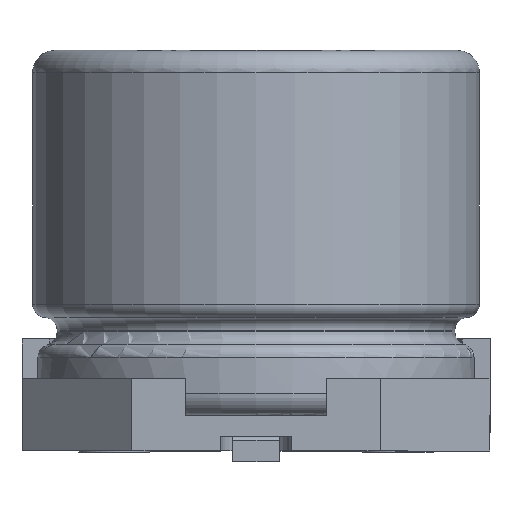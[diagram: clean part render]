
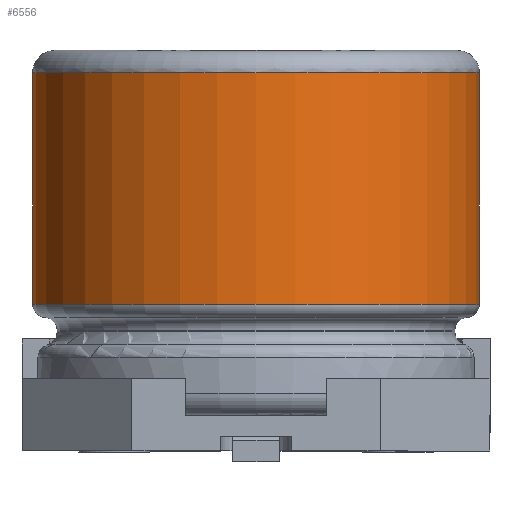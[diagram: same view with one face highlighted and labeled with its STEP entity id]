
A CAD part, left-side view. The second image highlights one B-rep face of the part: STEP entity #6556.
In plain terms, the highlighted cylindrical face has radius 3.15 mm (diameter 6.3 mm), a full revolution.
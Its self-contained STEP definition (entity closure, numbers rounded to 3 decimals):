
#281=CIRCLE('',#6828,3.15);
#288=CIRCLE('',#6837,3.15);
#792=ORIENTED_EDGE('',*,*,#2067,.T.);
#793=ORIENTED_EDGE('',*,*,#2060,.T.);
#2060=EDGE_CURVE('',#2703,#2703,#281,.T.);
#2067=EDGE_CURVE('',#2707,#2707,#288,.T.);
#2703=VERTEX_POINT('',#9542);
#2707=VERTEX_POINT('',#9555);
#4104=EDGE_LOOP('',(#792));
#4105=EDGE_LOOP('',(#793));
#4409=FACE_BOUND('',#4104,.T.);
#4410=FACE_BOUND('',#4105,.T.);
#4635=CYLINDRICAL_SURFACE('',#6841,3.15);
#6556=ADVANCED_FACE('',(#4409,#4410),#4635,.T.);
#6828=AXIS2_PLACEMENT_3D('',#9541,#7492,#7493);
#6837=AXIS2_PLACEMENT_3D('',#9554,#7510,#7511);
#6841=AXIS2_PLACEMENT_3D('',#9561,#7520,#7521);
#7492=DIRECTION('',(0.,0.,-1.));
#7493=DIRECTION('',(0.,1.,0.));
#7510=DIRECTION('',(0.,0.,1.));
#7511=DIRECTION('',(0.,-1.,0.));
#7520=DIRECTION('',(0.,0.,-1.));
#7521=DIRECTION('',(0.,-1.,0.));
#9541=CARTESIAN_POINT('',(0.,0.,5.335));
#9542=CARTESIAN_POINT('',(0.,3.15,5.335));
#9554=CARTESIAN_POINT('',(0.,0.,2.07));
#9555=CARTESIAN_POINT('',(0.,-3.15,2.07));
#9561=CARTESIAN_POINT('',(0.,0.,10.4));
